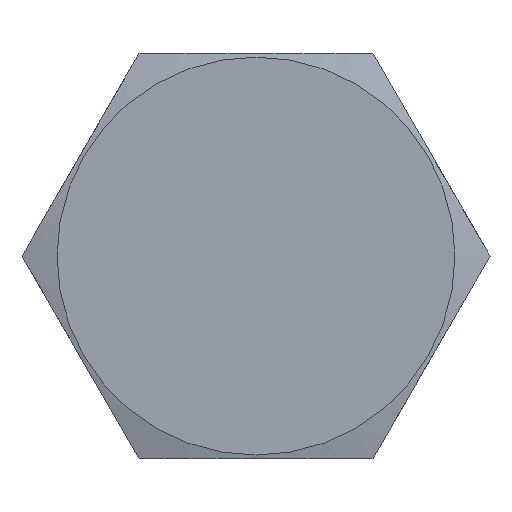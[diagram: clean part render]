
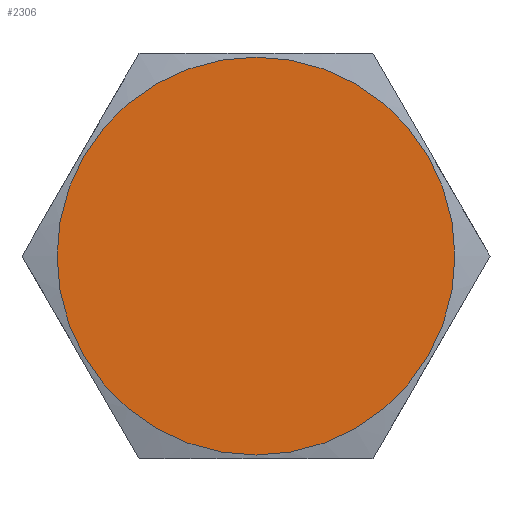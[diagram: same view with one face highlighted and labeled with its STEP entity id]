
A CAD part, left-side view. The second image highlights one B-rep face of the part: STEP entity #2306.
In plain terms, the highlighted planar face has unit normal (-1, 0, 0).
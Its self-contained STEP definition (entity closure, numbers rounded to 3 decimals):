
#330 = DIRECTION ( 'NONE',  ( 0., 0., -1. ) ) ;
#1327 = EDGE_LOOP ( 'NONE', ( #10032 ) ) ;
#1918 = CARTESIAN_POINT ( 'NONE',  ( 0., 0., 10.8 ) ) ;
#2306 = ADVANCED_FACE ( 'NONE', ( #3212 ), #9683, .F. ) ;
#2320 = DIRECTION ( 'NONE',  ( -1., 0., 0. ) ) ;
#3212 = FACE_OUTER_BOUND ( 'NONE', #1327, .T. ) ;
#3297 = CARTESIAN_POINT ( 'NONE',  ( 0., 18., 0. ) ) ;
#8073 = CIRCLE ( 'NONE', #13062, 10.8 ) ;
#9683 = PLANE ( 'NONE',  #12360 ) ;
#10032 = ORIENTED_EDGE ( 'NONE', *, *, #16434, .T. ) ;
#11465 = VERTEX_POINT ( 'NONE', #1918 ) ;
#12119 = DIRECTION ( 'NONE',  ( 1., 0., 0. ) ) ;
#12360 = AXIS2_PLACEMENT_3D ( 'NONE', #3297, #12119, #330 ) ;
#12857 = DIRECTION ( 'NONE',  ( 0., 0., 1. ) ) ;
#13062 = AXIS2_PLACEMENT_3D ( 'NONE', #14174, #2320, #12857 ) ;
#14174 = CARTESIAN_POINT ( 'NONE',  ( 0., 0., 0. ) ) ;
#16434 = EDGE_CURVE ( 'NONE', #11465, #11465, #8073, .T. ) ;
